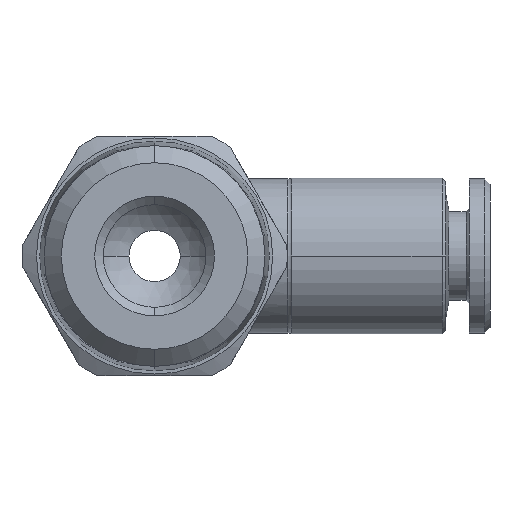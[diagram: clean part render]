
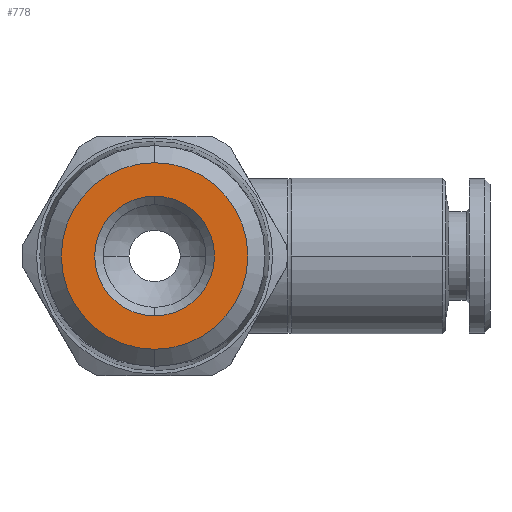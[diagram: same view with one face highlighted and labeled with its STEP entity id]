
A CAD part, front view. The second image highlights one B-rep face of the part: STEP entity #778.
In plain terms, the highlighted planar face has unit normal (0, -1, 0).
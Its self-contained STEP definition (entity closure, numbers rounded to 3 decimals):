
#442 = VERTEX_POINT ( 'NONE', #1639 ) ;
#444 = EDGE_CURVE ( 'NONE', #442, #445, #1638, .T. ) ;
#445 = VERTEX_POINT ( 'NONE', #1633 ) ;
#456 = EDGE_CURVE ( 'NONE', #457, #458, #1838, .T. ) ;
#457 = VERTEX_POINT ( 'NONE', #1832 ) ;
#458 = VERTEX_POINT ( 'NONE', #1831 ) ;
#778 = ADVANCED_FACE ( 'NONE', ( #2283, #2282 ), #2278, .T. ) ;
#779 = EDGE_LOOP ( 'NONE', ( #780, #782 ) ) ;
#780 = ORIENTED_EDGE ( 'NONE', *, *, #781, .F. ) ;
#781 = EDGE_CURVE ( 'NONE', #445, #442, #2279, .T. ) ;
#782 = ORIENTED_EDGE ( 'NONE', *, *, #444, .F. ) ;
#876 = EDGE_CURVE ( 'NONE', #458, #457, #2759, .T. ) ;
#908 = EDGE_LOOP ( 'NONE', ( #909, #910 ) ) ;
#909 = ORIENTED_EDGE ( 'NONE', *, *, #876, .T. ) ;
#910 = ORIENTED_EDGE ( 'NONE', *, *, #456, .T. ) ;
#1633 = CARTESIAN_POINT ( 'NONE',  ( 0., -24., -3.5 ) ) ;
#1634 = DIRECTION ( 'NONE',  ( 0., 0., -1. ) ) ;
#1635 = DIRECTION ( 'NONE',  ( 0., -1., 0. ) ) ;
#1636 = CARTESIAN_POINT ( 'NONE',  ( 0., -24., 0. ) ) ;
#1637 = AXIS2_PLACEMENT_3D ( 'NONE', #1636, #1635, #1634 ) ;
#1638 = CIRCLE ( 'NONE', #1637, 3.5 ) ;
#1639 = CARTESIAN_POINT ( 'NONE',  ( 0., -24., 3.5 ) ) ;
#1831 = CARTESIAN_POINT ( 'NONE',  ( 0., -24., 5.45 ) ) ;
#1832 = CARTESIAN_POINT ( 'NONE',  ( 0., -24., -5.45 ) ) ;
#1833 = DIRECTION ( 'NONE',  ( 0., 0., -1. ) ) ;
#1834 = DIRECTION ( 'NONE',  ( 0., -1., 0. ) ) ;
#1835 = CARTESIAN_POINT ( 'NONE',  ( 0., -24., 0. ) ) ;
#1836 = AXIS2_PLACEMENT_3D ( 'NONE', #1835, #1834, #1833 ) ;
#1838 = CIRCLE ( 'NONE', #1836, 5.45 ) ;
#2278 = PLANE ( 'NONE',  #2281 ) ;
#2279 = CIRCLE ( 'NONE', #2346, 3.5 ) ;
#2280 = CARTESIAN_POINT ( 'NONE',  ( 6.9, -24., 0. ) ) ;
#2281 = AXIS2_PLACEMENT_3D ( 'NONE', #2280, #2348, #2347 ) ;
#2282 = FACE_OUTER_BOUND ( 'NONE', #908, .T. ) ;
#2283 = FACE_BOUND ( 'NONE', #779, .T. ) ;
#2343 = DIRECTION ( 'NONE',  ( 0., 0., -1. ) ) ;
#2344 = DIRECTION ( 'NONE',  ( 0., -1., 0. ) ) ;
#2345 = CARTESIAN_POINT ( 'NONE',  ( 0., -24., 0. ) ) ;
#2346 = AXIS2_PLACEMENT_3D ( 'NONE', #2345, #2344, #2343 ) ;
#2347 = DIRECTION ( 'NONE',  ( 0., 0., -1. ) ) ;
#2348 = DIRECTION ( 'NONE',  ( 0., -1., 0. ) ) ;
#2633 = DIRECTION ( 'NONE',  ( 0., -1., 0. ) ) ;
#2655 = DIRECTION ( 'NONE',  ( 0., 0., -1. ) ) ;
#2734 = AXIS2_PLACEMENT_3D ( 'NONE', #2740, #2633, #2655 ) ;
#2740 = CARTESIAN_POINT ( 'NONE',  ( 0., -24., 0. ) ) ;
#2759 = CIRCLE ( 'NONE', #2734, 5.45 ) ;
